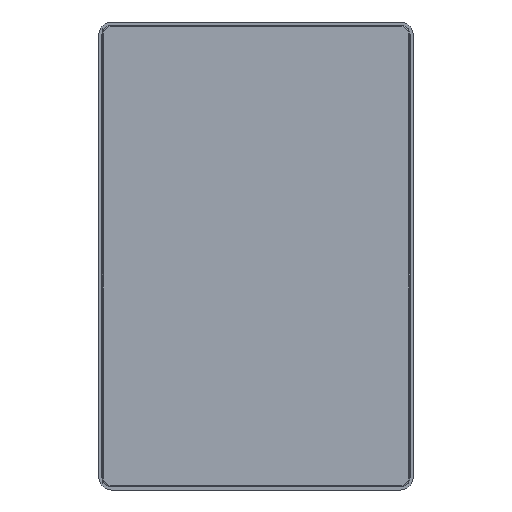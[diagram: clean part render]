
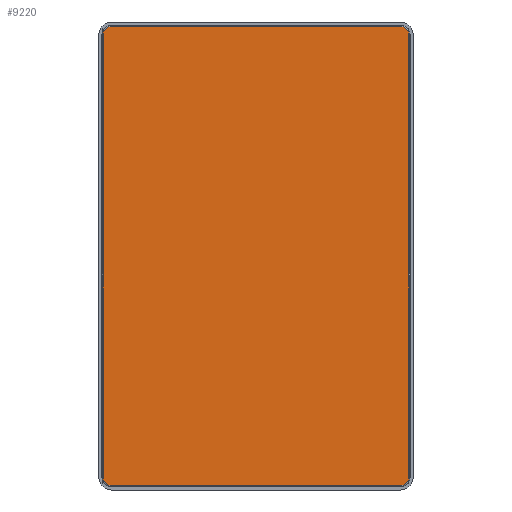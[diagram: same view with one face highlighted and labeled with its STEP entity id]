
A CAD part, top view. The second image highlights one B-rep face of the part: STEP entity #9220.
In plain terms, the highlighted planar face has unit normal (0, 0, 1).
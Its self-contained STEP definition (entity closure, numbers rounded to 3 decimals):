
#589=CIRCLE('',#9871,2.75);
#592=CIRCLE('',#9876,2.75);
#595=CIRCLE('',#9881,2.75);
#599=CIRCLE('',#9887,2.75);
#1077=FACE_OUTER_BOUND('',#1615,.T.);
#1615=EDGE_LOOP('',(#6185,#6186,#6187,#6188,#6189,#6190,#6191,#6192));
#2215=LINE('',#13961,#2918);
#2217=LINE('',#13971,#2920);
#2219=LINE('',#13982,#2922);
#2221=LINE('',#13989,#2924);
#2918=VECTOR('',#11209,138.);
#2920=VECTOR('',#11221,90.);
#2922=VECTOR('',#11235,138.);
#2924=VECTOR('',#11245,90.);
#3665=VERTEX_POINT('',#13950);
#3668=VERTEX_POINT('',#13955);
#3669=VERTEX_POINT('',#13959);
#3670=VERTEX_POINT('',#13964);
#3672=VERTEX_POINT('',#13969);
#3674=VERTEX_POINT('',#13975);
#3675=VERTEX_POINT('',#13980);
#3676=VERTEX_POINT('',#13985);
#4619=EDGE_CURVE('',#3668,#3665,#589,.T.);
#4621=EDGE_CURVE('',#3669,#3668,#2215,.T.);
#4624=EDGE_CURVE('',#3670,#3669,#592,.T.);
#4626=EDGE_CURVE('',#3672,#3670,#2217,.T.);
#4629=EDGE_CURVE('',#3674,#3672,#595,.T.);
#4632=EDGE_CURVE('',#3675,#3674,#2219,.T.);
#4635=EDGE_CURVE('',#3676,#3675,#599,.T.);
#4636=EDGE_CURVE('',#3665,#3676,#2221,.T.);
#6185=ORIENTED_EDGE('',*,*,#4619,.F.);
#6186=ORIENTED_EDGE('',*,*,#4621,.F.);
#6187=ORIENTED_EDGE('',*,*,#4624,.F.);
#6188=ORIENTED_EDGE('',*,*,#4626,.F.);
#6189=ORIENTED_EDGE('',*,*,#4629,.F.);
#6190=ORIENTED_EDGE('',*,*,#4632,.F.);
#6191=ORIENTED_EDGE('',*,*,#4635,.F.);
#6192=ORIENTED_EDGE('',*,*,#4636,.F.);
#8378=PLANE('',#9893);
#9220=ADVANCED_FACE('',(#1077),#8378,.T.);
#9871=AXIS2_PLACEMENT_3D('',#13957,#11203,#11204);
#9876=AXIS2_PLACEMENT_3D('',#13966,#11215,#11216);
#9881=AXIS2_PLACEMENT_3D('',#13977,#11227,#11228);
#9887=AXIS2_PLACEMENT_3D('',#13987,#11241,#11242);
#9893=AXIS2_PLACEMENT_3D('',#14001,#11260,#11261);
#11203=DIRECTION('center_axis',(0.,0.,
-1.));
#11204=DIRECTION('ref_axis',(-0.707,0.707,0.));
#11209=DIRECTION('',(0.,1.,0.));
#11215=DIRECTION('center_axis',(0.,0.,
-1.));
#11216=DIRECTION('ref_axis',(-0.707,-0.707,0.));
#11221=DIRECTION('',(-1.,0.,0.));
#11227=DIRECTION('center_axis',(0.,0.,
-1.));
#11228=DIRECTION('ref_axis',(0.707,-0.707,0.));
#11235=DIRECTION('',(0.,-1.,0.));
#11241=DIRECTION('center_axis',(0.,0.,
-1.));
#11242=DIRECTION('ref_axis',(0.707,0.707,0.));
#11245=DIRECTION('',(1.,0.,0.));
#11260=DIRECTION('center_axis',(0.,0.,
1.));
#11261=DIRECTION('ref_axis',(1.,0.,0.));
#13950=CARTESIAN_POINT('',(-45.,71.75,3.3));
#13955=CARTESIAN_POINT('',(-47.75,69.,3.3));
#13957=CARTESIAN_POINT('Origin',(-45.,69.,3.3));
#13959=CARTESIAN_POINT('',(-47.75,-69.,3.3));
#13961=CARTESIAN_POINT('',(-47.75,34.5,3.3));
#13964=CARTESIAN_POINT('',(-45.,-71.75,3.3));
#13966=CARTESIAN_POINT('Origin',(-45.,-69.,3.3));
#13969=CARTESIAN_POINT('',(45.,-71.75,3.3));
#13971=CARTESIAN_POINT('',(-22.5,-71.75,3.3));
#13975=CARTESIAN_POINT('',(47.75,-69.,3.3));
#13977=CARTESIAN_POINT('Origin',(45.,-69.,3.3));
#13980=CARTESIAN_POINT('',(47.75,69.,3.3));
#13982=CARTESIAN_POINT('',(47.75,-34.5,3.3));
#13985=CARTESIAN_POINT('',(45.,71.75,3.3));
#13987=CARTESIAN_POINT('Origin',(45.,69.,3.3));
#13989=CARTESIAN_POINT('',(22.5,71.75,3.3));
#14001=CARTESIAN_POINT('Origin',(0.,0.,
3.3));
